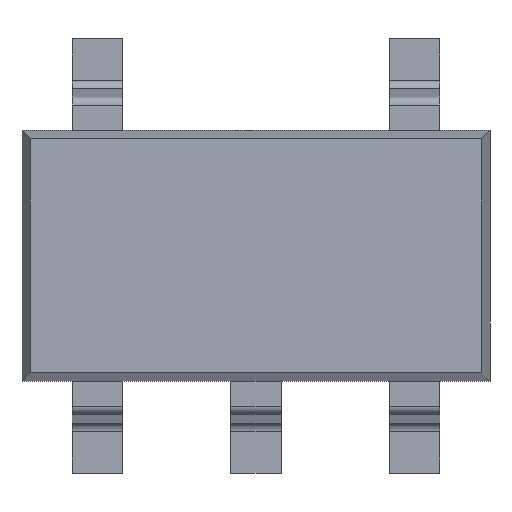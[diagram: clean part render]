
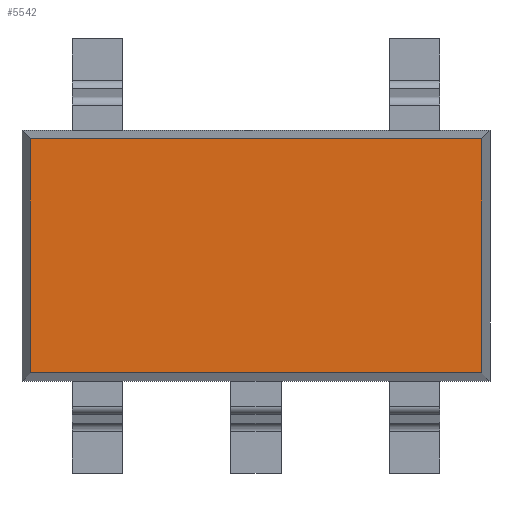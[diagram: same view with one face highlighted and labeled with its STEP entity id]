
A CAD part, top view. The second image highlights one B-rep face of the part: STEP entity #5542.
In plain terms, the highlighted planar face has unit normal (0, 0, 1).
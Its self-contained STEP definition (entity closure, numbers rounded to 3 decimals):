
#5102 = B_SPLINE_SURFACE_WITH_KNOTS('',1,1,(
    (#5103,#5104)
    ,(#5105,#5106
  )),.UNSPECIFIED.,.F.,.F.,.F.,(2,2),(2,2),(0.,2.8),(0.,1.),
  .PIECEWISE_BEZIER_KNOTS.);
#5103 = CARTESIAN_POINT('',(-1.4,0.75,0.7));
#5104 = CARTESIAN_POINT('',(-1.35,0.7,0.95));
#5105 = CARTESIAN_POINT('',(1.4,0.75,0.7));
#5106 = CARTESIAN_POINT('',(1.35,0.7,0.95));
#5205 = B_SPLINE_SURFACE_WITH_KNOTS('',1,1,(
    (#5206,#5207)
    ,(#5208,#5209
  )),.UNSPECIFIED.,.F.,.F.,.F.,(2,2),(2,2),(0.,1.5),(0.,1.),
  .PIECEWISE_BEZIER_KNOTS.);
#5206 = CARTESIAN_POINT('',(1.4,0.75,0.7));
#5207 = CARTESIAN_POINT('',(1.35,0.7,0.95));
#5208 = CARTESIAN_POINT('',(1.4,-0.75,0.7));
#5209 = CARTESIAN_POINT('',(1.35,-0.7,0.95));
#5279 = B_SPLINE_SURFACE_WITH_KNOTS('',1,1,(
    (#5280,#5281)
    ,(#5282,#5283
  )),.UNSPECIFIED.,.F.,.F.,.F.,(2,2),(2,2),(0.,2.8),(0.,1.),
  .PIECEWISE_BEZIER_KNOTS.);
#5280 = CARTESIAN_POINT('',(1.4,-0.75,0.7));
#5281 = CARTESIAN_POINT('',(1.35,-0.7,0.95));
#5282 = CARTESIAN_POINT('',(-1.4,-0.75,0.7));
#5283 = CARTESIAN_POINT('',(-1.35,-0.7,0.95));
#5330 = B_SPLINE_SURFACE_WITH_KNOTS('',1,1,(
    (#5331,#5332)
    ,(#5333,#5334
  )),.UNSPECIFIED.,.F.,.F.,.F.,(2,2),(2,2),(0.,1.5),(0.,1.),
  .PIECEWISE_BEZIER_KNOTS.);
#5331 = CARTESIAN_POINT('',(-1.4,-0.75,0.7));
#5332 = CARTESIAN_POINT('',(-1.35,-0.7,0.95));
#5333 = CARTESIAN_POINT('',(-1.4,0.75,0.7));
#5334 = CARTESIAN_POINT('',(-1.35,0.7,0.95));
#5348 = VERTEX_POINT('',#5349);
#5349 = CARTESIAN_POINT('',(1.35,0.7,0.95));
#5369 = EDGE_CURVE('',#5370,#5348,#5372,.T.);
#5370 = VERTEX_POINT('',#5371);
#5371 = CARTESIAN_POINT('',(-1.35,0.7,0.95));
#5372 = SURFACE_CURVE('',#5373,(#5377,#5383),.PCURVE_S1.);
#5373 = LINE('',#5374,#5375);
#5374 = CARTESIAN_POINT('',(-1.35,0.7,0.95));
#5375 = VECTOR('',#5376,1.);
#5376 = DIRECTION('',(1.,0.,0.));
#5377 = PCURVE('',#5102,#5378);
#5378 = DEFINITIONAL_REPRESENTATION('',(#5379),#5382);
#5379 = B_SPLINE_CURVE_WITH_KNOTS('',1,(#5380,#5381),.UNSPECIFIED.,.F.,
  .F.,(2,2),(0.,2.7),.PIECEWISE_BEZIER_KNOTS.);
#5380 = CARTESIAN_POINT('',(0.,1.));
#5381 = CARTESIAN_POINT('',(2.8,1.));
#5382 = ( GEOMETRIC_REPRESENTATION_CONTEXT(2) 
PARAMETRIC_REPRESENTATION_CONTEXT() REPRESENTATION_CONTEXT('2D SPACE',''
  ) );
#5383 = PCURVE('',#5384,#5389);
#5384 = PLANE('',#5385);
#5385 = AXIS2_PLACEMENT_3D('',#5386,#5387,#5388);
#5386 = CARTESIAN_POINT('',(-1.35,0.7,0.95));
#5387 = DIRECTION('',(0.,0.,1.));
#5388 = DIRECTION('',(0.888,-0.46,0.));
#5389 = DEFINITIONAL_REPRESENTATION('',(#5390),#5394);
#5390 = LINE('',#5391,#5392);
#5391 = CARTESIAN_POINT('',(0.,0.));
#5392 = VECTOR('',#5393,1.);
#5393 = DIRECTION('',(0.888,0.46));
#5394 = ( GEOMETRIC_REPRESENTATION_CONTEXT(2) 
PARAMETRIC_REPRESENTATION_CONTEXT() REPRESENTATION_CONTEXT('2D SPACE',''
  ) );
#5421 = VERTEX_POINT('',#5422);
#5422 = CARTESIAN_POINT('',(1.35,-0.7,0.95));
#5442 = EDGE_CURVE('',#5348,#5421,#5443,.T.);
#5443 = SURFACE_CURVE('',#5444,(#5448,#5454),.PCURVE_S1.);
#5444 = LINE('',#5445,#5446);
#5445 = CARTESIAN_POINT('',(1.35,0.7,0.95));
#5446 = VECTOR('',#5447,1.);
#5447 = DIRECTION('',(0.,-1.,0.));
#5448 = PCURVE('',#5205,#5449);
#5449 = DEFINITIONAL_REPRESENTATION('',(#5450),#5453);
#5450 = B_SPLINE_CURVE_WITH_KNOTS('',1,(#5451,#5452),.UNSPECIFIED.,.F.,
  .F.,(2,2),(0.,1.4),.PIECEWISE_BEZIER_KNOTS.);
#5451 = CARTESIAN_POINT('',(0.,1.));
#5452 = CARTESIAN_POINT('',(1.5,1.));
#5453 = ( GEOMETRIC_REPRESENTATION_CONTEXT(2) 
PARAMETRIC_REPRESENTATION_CONTEXT() REPRESENTATION_CONTEXT('2D SPACE',''
  ) );
#5454 = PCURVE('',#5384,#5455);
#5455 = DEFINITIONAL_REPRESENTATION('',(#5456),#5460);
#5456 = LINE('',#5457,#5458);
#5457 = CARTESIAN_POINT('',(2.397,1.243));
#5458 = VECTOR('',#5459,1.);
#5459 = DIRECTION('',(0.46,-0.888));
#5460 = ( GEOMETRIC_REPRESENTATION_CONTEXT(2) 
PARAMETRIC_REPRESENTATION_CONTEXT() REPRESENTATION_CONTEXT('2D SPACE',''
  ) );
#5468 = VERTEX_POINT('',#5469);
#5469 = CARTESIAN_POINT('',(-1.35,-0.7,0.95));
#5489 = EDGE_CURVE('',#5421,#5468,#5490,.T.);
#5490 = SURFACE_CURVE('',#5491,(#5495,#5501),.PCURVE_S1.);
#5491 = LINE('',#5492,#5493);
#5492 = CARTESIAN_POINT('',(1.35,-0.7,0.95));
#5493 = VECTOR('',#5494,1.);
#5494 = DIRECTION('',(-1.,0.,0.));
#5495 = PCURVE('',#5279,#5496);
#5496 = DEFINITIONAL_REPRESENTATION('',(#5497),#5500);
#5497 = B_SPLINE_CURVE_WITH_KNOTS('',1,(#5498,#5499),.UNSPECIFIED.,.F.,
  .F.,(2,2),(0.,2.7),.PIECEWISE_BEZIER_KNOTS.);
#5498 = CARTESIAN_POINT('',(0.,1.));
#5499 = CARTESIAN_POINT('',(2.8,1.));
#5500 = ( GEOMETRIC_REPRESENTATION_CONTEXT(2) 
PARAMETRIC_REPRESENTATION_CONTEXT() REPRESENTATION_CONTEXT('2D SPACE',''
  ) );
#5501 = PCURVE('',#5384,#5502);
#5502 = DEFINITIONAL_REPRESENTATION('',(#5503),#5507);
#5503 = LINE('',#5504,#5505);
#5504 = CARTESIAN_POINT('',(3.041,0.));
#5505 = VECTOR('',#5506,1.);
#5506 = DIRECTION('',(-0.888,-0.46));
#5507 = ( GEOMETRIC_REPRESENTATION_CONTEXT(2) 
PARAMETRIC_REPRESENTATION_CONTEXT() REPRESENTATION_CONTEXT('2D SPACE',''
  ) );
#5515 = EDGE_CURVE('',#5468,#5370,#5516,.T.);
#5516 = SURFACE_CURVE('',#5517,(#5521,#5527),.PCURVE_S1.);
#5517 = LINE('',#5518,#5519);
#5518 = CARTESIAN_POINT('',(-1.35,-0.7,0.95));
#5519 = VECTOR('',#5520,1.);
#5520 = DIRECTION('',(0.,1.,0.));
#5521 = PCURVE('',#5330,#5522);
#5522 = DEFINITIONAL_REPRESENTATION('',(#5523),#5526);
#5523 = B_SPLINE_CURVE_WITH_KNOTS('',1,(#5524,#5525),.UNSPECIFIED.,.F.,
  .F.,(2,2),(0.,1.4),.PIECEWISE_BEZIER_KNOTS.);
#5524 = CARTESIAN_POINT('',(0.,1.));
#5525 = CARTESIAN_POINT('',(1.5,1.));
#5526 = ( GEOMETRIC_REPRESENTATION_CONTEXT(2) 
PARAMETRIC_REPRESENTATION_CONTEXT() REPRESENTATION_CONTEXT('2D SPACE',''
  ) );
#5527 = PCURVE('',#5384,#5528);
#5528 = DEFINITIONAL_REPRESENTATION('',(#5529),#5533);
#5529 = LINE('',#5530,#5531);
#5530 = CARTESIAN_POINT('',(0.644,-1.243));
#5531 = VECTOR('',#5532,1.);
#5532 = DIRECTION('',(-0.46,0.888));
#5533 = ( GEOMETRIC_REPRESENTATION_CONTEXT(2) 
PARAMETRIC_REPRESENTATION_CONTEXT() REPRESENTATION_CONTEXT('2D SPACE',''
  ) );
#5542 = ADVANCED_FACE('',(#5543),#5384,.T.);
#5543 = FACE_BOUND('',#5544,.F.);
#5544 = EDGE_LOOP('',(#5545,#5546,#5547,#5548));
#5545 = ORIENTED_EDGE('',*,*,#5369,.T.);
#5546 = ORIENTED_EDGE('',*,*,#5442,.T.);
#5547 = ORIENTED_EDGE('',*,*,#5489,.T.);
#5548 = ORIENTED_EDGE('',*,*,#5515,.T.);
